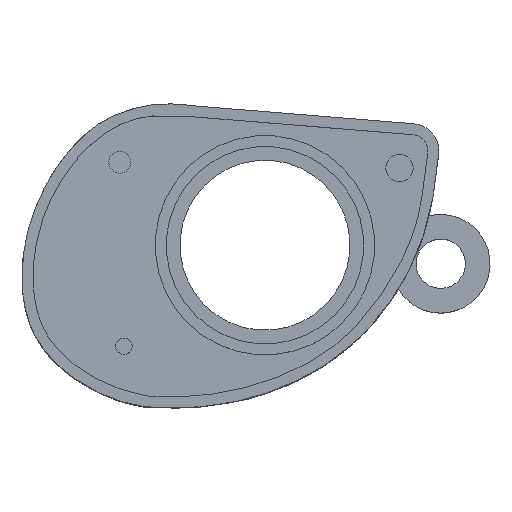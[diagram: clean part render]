
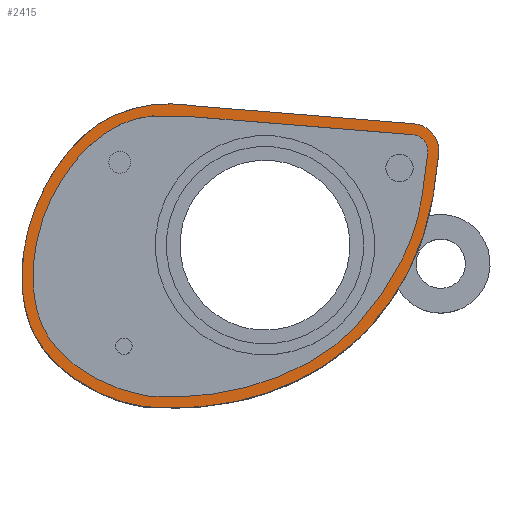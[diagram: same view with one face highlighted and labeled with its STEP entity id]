
A CAD part, top view. The second image highlights one B-rep face of the part: STEP entity #2415.
In plain terms, the highlighted planar face has unit normal (0, 0, 1).
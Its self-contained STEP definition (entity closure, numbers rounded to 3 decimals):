
#172 = ORIENTED_EDGE ( 'NONE', *, *, #4463, .F. ) ;
#274 = VECTOR ( 'NONE', #883, 1000. ) ;
#280 = AXIS2_PLACEMENT_3D ( 'NONE', #2642, #428, #1518 ) ;
#413 = AXIS2_PLACEMENT_3D ( 'NONE', #1864, #2988, #777 ) ;
#418 = CARTESIAN_POINT ( 'NONE',  ( -75.976, 13.031, 21.711 ) ) ;
#421 = CARTESIAN_POINT ( 'NONE',  ( -123.486, 40.18, 21.711 ) ) ;
#428 = DIRECTION ( 'NONE',  ( 0., 0., -1. ) ) ;
#458 = B_SPLINE_CURVE_WITH_KNOTS ( 'NONE', 3,
 ( #421, #4508, #4103, #2668, #3035 ),
 .UNSPECIFIED., .F., .F.,
 ( 4, 1, 4 ),
 ( 0., 0.491, 1. ),
 .UNSPECIFIED. ) ;
#583 = CARTESIAN_POINT ( 'NONE',  ( -102.945, 16.62, 21.711 ) ) ;
#603 = DIRECTION ( 'NONE',  ( -0.965, 0.262, 0. ) ) ;
#621 = CARTESIAN_POINT ( 'NONE',  ( -73.336, 19.246, 21.711 ) ) ;
#632 = B_SPLINE_CURVE_WITH_KNOTS ( 'NONE', 3,
 ( #3547, #621, #1048, #4346, #2529 ),
 .UNSPECIFIED., .F., .F.,
 ( 4, 1, 4 ),
 ( 0., 0.271, 1. ),
 .UNSPECIFIED. ) ;
#642 = CARTESIAN_POINT ( 'NONE',  ( -146.084, 14.267, 21.711 ) ) ;
#707 = VERTEX_POINT ( 'NONE', #1106 ) ;
#712 = EDGE_CURVE ( 'NONE', #3808, #3849, #1887, .T. ) ;
#776 = CARTESIAN_POINT ( 'NONE',  ( -112.998, -11.882, 21.711 ) ) ;
#777 = DIRECTION ( 'NONE',  ( -0.965, 0.262, 0. ) ) ;
#789 = EDGE_CURVE ( 'NONE', #2771, #2215, #2816, .T. ) ;
#809 = CARTESIAN_POINT ( 'NONE',  ( -71.284, 33.125, 21.711 ) ) ;
#883 = DIRECTION ( 'NONE',  ( -0.132, -0.991, 0. ) ) ;
#886 = LINE ( 'NONE', #2362, #2161 ) ;
#1044 = VERTEX_POINT ( 'NONE', #2954 ) ;
#1048 = CARTESIAN_POINT ( 'NONE',  ( -81.392, -1.866, 21.711 ) ) ;
#1053 = CARTESIAN_POINT ( 'NONE',  ( -132.948, 37.712, 21.711 ) ) ;
#1106 = CARTESIAN_POINT ( 'NONE',  ( -124.482, -10.866, 21.711 ) ) ;
#1113 = CARTESIAN_POINT ( 'NONE',  ( -80.434, 9.37, 21.711 ) ) ;
#1270 = EDGE_LOOP ( 'NONE', ( #2087, #1884, #172, #3873, #3476 ) ) ;
#1320 = DIRECTION ( 'NONE',  ( 0., 0., 1. ) ) ;
#1351 = DIRECTION ( 'NONE',  ( 0., 0., -1. ) ) ;
#1365 = CARTESIAN_POINT ( 'NONE',  ( -126.001, 39.968, 21.711 ) ) ;
#1441 = ORIENTED_EDGE ( 'NONE', *, *, #4011, .T. ) ;
#1475 = CARTESIAN_POINT ( 'NONE',  ( -124.482, -10.866, 21.711 ) ) ;
#1479 = CARTESIAN_POINT ( 'NONE',  ( -74.294, 25.666, 21.711 ) ) ;
#1498 = ORIENTED_EDGE ( 'NONE', *, *, #789, .T. ) ;
#1511 = B_SPLINE_CURVE_WITH_KNOTS ( 'NONE', 3,
 ( #4496, #1113, #1525, #2971, #776, #1475 ),
 .UNSPECIFIED., .F., .F.,
 ( 4, 1, 1, 4 ),
 ( 0., 0.298, 0.398, 1. ),
 .UNSPECIFIED. ) ;
#1518 = DIRECTION ( 'NONE',  ( -0.965, 0.262, 0. ) ) ;
#1525 = CARTESIAN_POINT ( 'NONE',  ( -84.272, 3.206, 21.711 ) ) ;
#1588 = FACE_BOUND ( 'NONE', #2713, .T. ) ;
#1602 = CARTESIAN_POINT ( 'NONE',  ( -75.997, 36.774, 21.711 ) ) ;
#1677 = VERTEX_POINT ( 'NONE', #1479 ) ;
#1719 = DIRECTION ( 'NONE',  ( -0.965, 0.262, 0. ) ) ;
#1736 = CARTESIAN_POINT ( 'NONE',  ( -143.997, -3.41, 21.711 ) ) ;
#1739 = CARTESIAN_POINT ( 'NONE',  ( -76.24, 33.784, 21.711 ) ) ;
#1784 = CARTESIAN_POINT ( 'NONE',  ( -120.924, 42.866, 21.711 ) ) ;
#1788 = B_SPLINE_CURVE_WITH_KNOTS ( 'NONE', 3,
 ( #3225, #3649, #1798, #4307, #2854, #3587, #2176, #1784, #4735 ),
 .UNSPECIFIED., .F., .F.,
 ( 4, 1, 1, 1, 1, 1, 4 ),
 ( 0., 0.162, 0.286, 0.439, 0.631, 0.813, 1. ),
 .UNSPECIFIED. ) ;
#1798 = CARTESIAN_POINT ( 'NONE',  ( -137.279, -8.967, 21.711 ) ) ;
#1864 = CARTESIAN_POINT ( 'NONE',  ( -109.98, 30.415, 21.711 ) ) ;
#1884 = ORIENTED_EDGE ( 'NONE', *, *, #4750, .F. ) ;
#1887 = LINE ( 'NONE', #4426, #3908 ) ;
#1906 = ORIENTED_EDGE ( 'NONE', *, *, #2136, .T. ) ;
#2080 = AXIS2_PLACEMENT_3D ( 'NONE', #583, #1320, #603 ) ;
#2087 = ORIENTED_EDGE ( 'NONE', *, *, #3340, .F. ) ;
#2120 = LINE ( 'NONE', #418, #274 ) ;
#2136 = EDGE_CURVE ( 'NONE', #3707, #707, #1511, .T. ) ;
#2146 = VERTEX_POINT ( 'NONE', #809 ) ;
#2161 = VECTOR ( 'NONE', #4595, 1000. ) ;
#2176 = CARTESIAN_POINT ( 'NONE',  ( -132.256, 41.719, 21.711 ) ) ;
#2215 = VERTEX_POINT ( 'NONE', #4444 ) ;
#2304 = CARTESIAN_POINT ( 'NONE',  ( -77.889, 14.1, 21.711 ) ) ;
#2362 = CARTESIAN_POINT ( 'NONE',  ( -73.993, 12.768, 21.711 ) ) ;
#2413 = FACE_OUTER_BOUND ( 'NONE', #1270, .T. ) ;
#2415 = ADVANCED_FACE ( 'NONE', ( #1588, #2413 ), #4606, .T. ) ;
#2439 = VERTEX_POINT ( 'NONE', #3559 ) ;
#2487 = CARTESIAN_POINT ( 'NONE',  ( -123.486, 40.18, 21.711 ) ) ;
#2529 = CARTESIAN_POINT ( 'NONE',  ( -124.817, -12.838, 21.711 ) ) ;
#2566 = CIRCLE ( 'NONE', #4561, 5. ) ;
#2634 = VERTEX_POINT ( 'NONE', #2955 ) ;
#2642 = CARTESIAN_POINT ( 'NONE',  ( -76.24, 33.784, 21.711 ) ) ;
#2649 = B_SPLINE_CURVE_WITH_KNOTS ( 'NONE', 3,
 ( #2838, #3209, #1736, #642, #2904, #1053, #1365, #2487 ),
 .UNSPECIFIED., .F., .F.,
 ( 4, 1, 1, 1, 1, 4 ),
 ( 0., 0.315, 0.481, 0.698, 0.899, 1. ),
 .UNSPECIFIED. ) ;
#2668 = CARTESIAN_POINT ( 'NONE',  ( -117.186, 40.129, 21.711 ) ) ;
#2713 = EDGE_LOOP ( 'NONE', ( #3020, #1441, #1498, #4192, #2870, #1906, #4242 ) ) ;
#2740 = EDGE_CURVE ( 'NONE', #2215, #1677, #2120, .T. ) ;
#2771 = VERTEX_POINT ( 'NONE', #1602 ) ;
#2800 = CARTESIAN_POINT ( 'NONE',  ( -115.742, 42.018, 21.711 ) ) ;
#2816 = CIRCLE ( 'NONE', #280, 3. ) ;
#2838 = CARTESIAN_POINT ( 'NONE',  ( -124.482, -10.866, 21.711 ) ) ;
#2854 = CARTESIAN_POINT ( 'NONE',  ( -148.176, 14.362, 21.711 ) ) ;
#2870 = ORIENTED_EDGE ( 'NONE', *, *, #4037, .T. ) ;
#2873 = EDGE_CURVE ( 'NONE', #707, #2439, #2649, .T. ) ;
#2904 = CARTESIAN_POINT ( 'NONE',  ( -141.686, 27.789, 21.711 ) ) ;
#2922 = DIRECTION ( 'NONE',  ( 0.997, -0.081, 0. ) ) ;
#2929 = EDGE_CURVE ( 'NONE', #3291, #3849, #1788, .T. ) ;
#2954 = CARTESIAN_POINT ( 'NONE',  ( -72.312, 25.402, 21.711 ) ) ;
#2955 = CARTESIAN_POINT ( 'NONE',  ( -115.904, 40.024, 21.711 ) ) ;
#2971 = CARTESIAN_POINT ( 'NONE',  ( -98.101, -8.314, 21.711 ) ) ;
#2988 = DIRECTION ( 'NONE',  ( 0., 0., -1. ) ) ;
#3020 = ORIENTED_EDGE ( 'NONE', *, *, #4159, .T. ) ;
#3035 = CARTESIAN_POINT ( 'NONE',  ( -115.904, 40.024, 21.711 ) ) ;
#3209 = CARTESIAN_POINT ( 'NONE',  ( -131.402, -9.69, 21.711 ) ) ;
#3225 = CARTESIAN_POINT ( 'NONE',  ( -124.817, -12.838, 21.711 ) ) ;
#3263 = CARTESIAN_POINT ( 'NONE',  ( -101.136, 38.822, 21.711 ) ) ;
#3291 = VERTEX_POINT ( 'NONE', #3581 ) ;
#3303 = DIRECTION ( 'NONE',  ( -0.997, 0.081, 0. ) ) ;
#3340 = EDGE_CURVE ( 'NONE', #1044, #3291, #632, .T. ) ;
#3427 = VECTOR ( 'NONE', #2922, 1000. ) ;
#3476 = ORIENTED_EDGE ( 'NONE', *, *, #2929, .F. ) ;
#3488 = CIRCLE ( 'NONE', #413, 36. ) ;
#3547 = CARTESIAN_POINT ( 'NONE',  ( -72.312, 25.402, 21.711 ) ) ;
#3559 = CARTESIAN_POINT ( 'NONE',  ( -123.486, 40.18, 21.711 ) ) ;
#3581 = CARTESIAN_POINT ( 'NONE',  ( -124.817, -12.838, 21.711 ) ) ;
#3587 = CARTESIAN_POINT ( 'NONE',  ( -143.433, 28.853, 21.711 ) ) ;
#3649 = CARTESIAN_POINT ( 'NONE',  ( -129.272, -12.259, 21.711 ) ) ;
#3667 = LINE ( 'NONE', #3263, #3427 ) ;
#3707 = VERTEX_POINT ( 'NONE', #2304 ) ;
#3798 = CARTESIAN_POINT ( 'NONE',  ( -75.835, 38.768, 21.711 ) ) ;
#3808 = VERTEX_POINT ( 'NONE', #3798 ) ;
#3849 = VERTEX_POINT ( 'NONE', #2800 ) ;
#3873 = ORIENTED_EDGE ( 'NONE', *, *, #712, .T. ) ;
#3908 = VECTOR ( 'NONE', #3303, 1000. ) ;
#4011 = EDGE_CURVE ( 'NONE', #2634, #2771, #3667, .T. ) ;
#4037 = EDGE_CURVE ( 'NONE', #1677, #3707, #3488, .T. ) ;
#4103 = CARTESIAN_POINT ( 'NONE',  ( -119.713, 40.1, 21.711 ) ) ;
#4159 = EDGE_CURVE ( 'NONE', #2439, #2634, #458, .T. ) ;
#4192 = ORIENTED_EDGE ( 'NONE', *, *, #2740, .T. ) ;
#4242 = ORIENTED_EDGE ( 'NONE', *, *, #2873, .T. ) ;
#4307 = CARTESIAN_POINT ( 'NONE',  ( -146.431, 0.225, 21.711 ) ) ;
#4346 = CARTESIAN_POINT ( 'NONE',  ( -103.242, -14.558, 21.711 ) ) ;
#4426 = CARTESIAN_POINT ( 'NONE',  ( -100.974, 40.815, 21.711 ) ) ;
#4444 = CARTESIAN_POINT ( 'NONE',  ( -73.267, 33.388, 21.711 ) ) ;
#4463 = EDGE_CURVE ( 'NONE', #3808, #2146, #2566, .T. ) ;
#4496 = CARTESIAN_POINT ( 'NONE',  ( -77.889, 14.1, 21.711 ) ) ;
#4508 = CARTESIAN_POINT ( 'NONE',  ( -122.25, 40.284, 21.711 ) ) ;
#4561 = AXIS2_PLACEMENT_3D ( 'NONE', #1739, #1351, #1719 ) ;
#4595 = DIRECTION ( 'NONE',  ( -0.132, -0.991, 0. ) ) ;
#4606 = PLANE ( 'NONE',  #2080 ) ;
#4735 = CARTESIAN_POINT ( 'NONE',  ( -115.742, 42.018, 21.711 ) ) ;
#4750 = EDGE_CURVE ( 'NONE', #2146, #1044, #886, .T. ) ;
